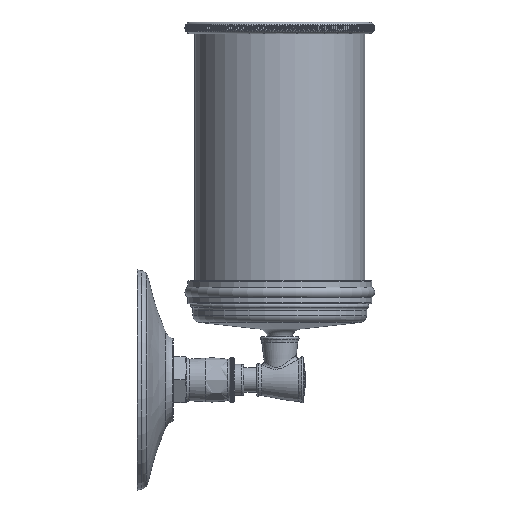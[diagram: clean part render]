
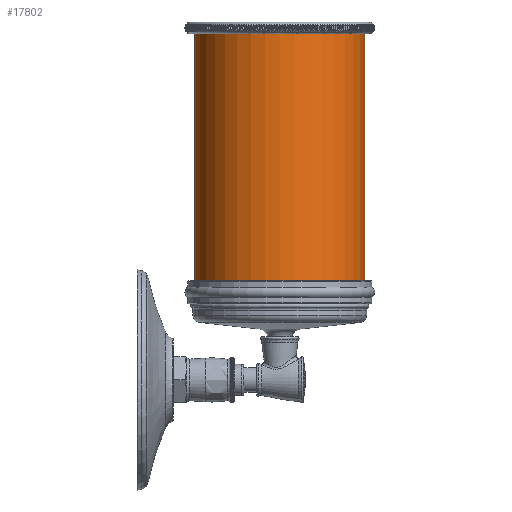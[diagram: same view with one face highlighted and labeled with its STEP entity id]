
A CAD part, top view. The second image highlights one B-rep face of the part: STEP entity #17802.
In plain terms, the highlighted cylindrical face has radius 46.5 mm (diameter 93 mm), a partial arc.
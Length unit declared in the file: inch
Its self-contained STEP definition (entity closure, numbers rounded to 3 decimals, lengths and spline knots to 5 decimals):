
#3792=DIRECTION('',(0.,-1.,0.));
#3793=VECTOR('',#3792,5.49276);
#3794=CARTESIAN_POINT('',(1.24429,7.63188,0.));
#3795=LINE('',#3794,#3793);
#3796=CARTESIAN_POINT('',(3.075,2.13913,0.));
#3797=DIRECTION('',(0.,-1.,0.));
#3798=DIRECTION('',(1.,0.,0.));
#3799=AXIS2_PLACEMENT_3D('',#3796,#3797,#3798);
#3801=CARTESIAN_POINT('',(3.075,7.63188,0.));
#3802=DIRECTION('',(0.,-1.,0.));
#3803=DIRECTION('',(1.,0.,0.));
#3804=AXIS2_PLACEMENT_3D('',#3801,#3802,#3803);
#3806=DIRECTION('',(0.,-1.,0.));
#3807=VECTOR('',#3806,5.49276);
#3808=CARTESIAN_POINT('',(4.90571,7.63188,0.));
#3809=LINE('',#3808,#3807);
#13245=CARTESIAN_POINT('',(1.24429,7.63188,0.));
#13246=CARTESIAN_POINT('',(4.90571,7.63188,0.));
#13247=VERTEX_POINT('',#13245);
#13248=VERTEX_POINT('',#13246);
#13281=CARTESIAN_POINT('',(1.24429,2.13913,0.));
#13282=CARTESIAN_POINT('',(4.90571,2.13913,0.));
#13283=VERTEX_POINT('',#13281);
#13284=VERTEX_POINT('',#13282);
#17790=CARTESIAN_POINT('',(3.075,7.63188,0.));
#17791=DIRECTION('',(0.,-1.,0.));
#17792=DIRECTION('',(-1.,0.,0.));
#17793=AXIS2_PLACEMENT_3D('',#17790,#17791,#17792);
#17794=CYLINDRICAL_SURFACE('',#17793,1.83071);
#17795=ORIENTED_EDGE('',*,*,#17770,.T.);
#17796=ORIENTED_EDGE('',*,*,#17785,.F.);
#17798=ORIENTED_EDGE('',*,*,#17797,.F.);
#17799=ORIENTED_EDGE('',*,*,#17781,.T.);
#17800=EDGE_LOOP('',(#17795,#17796,#17798,#17799));
#17801=FACE_OUTER_BOUND('',#17800,.F.);
#17802=ADVANCED_FACE('',(#17801),#17794,.T.);
#3800=CIRCLE('',#3799,1.83071);
#3805=CIRCLE('',#3804,1.83071);
#17770=EDGE_CURVE('',#13284,#13283,#3800,.T.);
#17781=EDGE_CURVE('',#13248,#13284,#3809,.T.);
#17785=EDGE_CURVE('',#13247,#13283,#3795,.T.);
#17797=EDGE_CURVE('',#13248,#13247,#3805,.T.);
